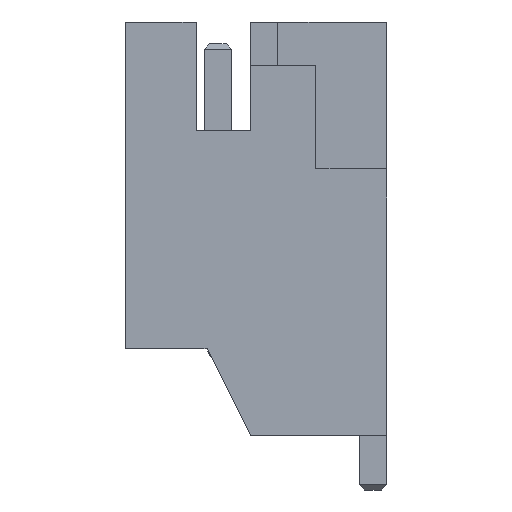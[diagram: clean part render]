
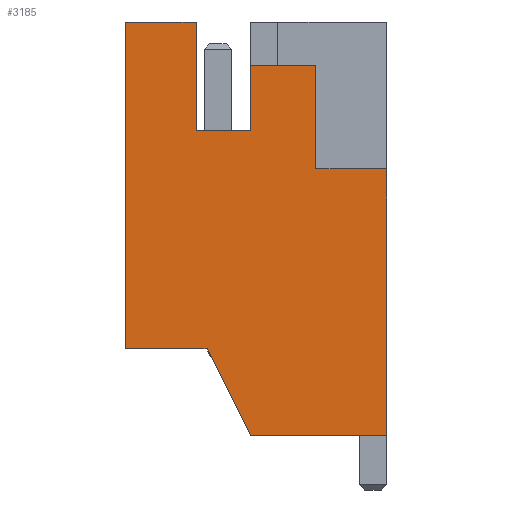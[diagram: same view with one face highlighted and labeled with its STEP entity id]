
A CAD part, left-side view. The second image highlights one B-rep face of the part: STEP entity #3185.
In plain terms, the highlighted planar face has unit normal (-1, 0, 0).
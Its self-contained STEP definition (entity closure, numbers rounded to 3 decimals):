
#185=FACE_OUTER_BOUND('',#360,.T.);
#360=EDGE_LOOP('',(#2494,#2495,#2496,#2497,#2498,#2499,#2500,#2501,#2502,
#2503,#2504,#2505));
#675=LINE('',#4857,#1092);
#680=LINE('',#4868,#1097);
#681=LINE('',#4870,#1098);
#682=LINE('',#4871,#1099);
#683=LINE('',#4873,#1100);
#684=LINE('',#4875,#1101);
#685=LINE('',#4877,#1102);
#686=LINE('',#4879,#1103);
#687=LINE('',#4881,#1104);
#688=LINE('',#4883,#1105);
#689=LINE('',#4885,#1106);
#690=LINE('',#4886,#1107);
#1092=VECTOR('',#3960,1.3);
#1097=VECTOR('',#3967,1.2);
#1098=VECTOR('',#3968,1.);
#1099=VECTOR('',#3969,2.);
#1100=VECTOR('',#3970,6.);
#1101=VECTOR('',#3971,1.5);
#1102=VECTOR('',#3972,1.789);
#1103=VECTOR('',#3973,2.5);
#1104=VECTOR('',#3974,4.9);
#1105=VECTOR('',#3975,1.3);
#1106=VECTOR('',#3976,1.9);
#1107=VECTOR('',#3977,1.2);
#1447=VERTEX_POINT('',#4853);
#1449=VERTEX_POINT('',#4856);
#1453=VERTEX_POINT('',#4866);
#1454=VERTEX_POINT('',#4867);
#1455=VERTEX_POINT('',#4869);
#1456=VERTEX_POINT('',#4872);
#1457=VERTEX_POINT('',#4874);
#1458=VERTEX_POINT('',#4876);
#1459=VERTEX_POINT('',#4878);
#1460=VERTEX_POINT('',#4880);
#1461=VERTEX_POINT('',#4882);
#1462=VERTEX_POINT('',#4884);
#1827=EDGE_CURVE('',#1447,#1449,#675,.T.);
#1832=EDGE_CURVE('',#1453,#1454,#680,.T.);
#1833=EDGE_CURVE('',#1454,#1455,#681,.T.);
#1834=EDGE_CURVE('',#1455,#1449,#682,.T.);
#1835=EDGE_CURVE('',#1456,#1447,#683,.T.);
#1836=EDGE_CURVE('',#1457,#1456,#684,.T.);
#1837=EDGE_CURVE('',#1457,#1458,#685,.T.);
#1838=EDGE_CURVE('',#1458,#1459,#686,.F.);
#1839=EDGE_CURVE('',#1459,#1460,#687,.T.);
#1840=EDGE_CURVE('',#1460,#1461,#688,.T.);
#1841=EDGE_CURVE('',#1461,#1462,#689,.T.);
#1842=EDGE_CURVE('',#1462,#1453,#690,.T.);
#2494=ORIENTED_EDGE('',*,*,#1832,.T.);
#2495=ORIENTED_EDGE('',*,*,#1833,.T.);
#2496=ORIENTED_EDGE('',*,*,#1834,.T.);
#2497=ORIENTED_EDGE('',*,*,#1827,.F.);
#2498=ORIENTED_EDGE('',*,*,#1835,.F.);
#2499=ORIENTED_EDGE('',*,*,#1836,.F.);
#2500=ORIENTED_EDGE('',*,*,#1837,.T.);
#2501=ORIENTED_EDGE('',*,*,#1838,.T.);
#2502=ORIENTED_EDGE('',*,*,#1839,.T.);
#2503=ORIENTED_EDGE('',*,*,#1840,.T.);
#2504=ORIENTED_EDGE('',*,*,#1841,.T.);
#2505=ORIENTED_EDGE('',*,*,#1842,.T.);
#3022=PLANE('',#3399);
#3185=ADVANCED_FACE('',(#185),#3022,.T.);
#3399=AXIS2_PLACEMENT_3D('',#4865,#3965,#3966);
#3960=DIRECTION('',(0.,-1.,0.));
#3965=DIRECTION('center_axis',(-1.,0.,0.));
#3966=DIRECTION('ref_axis',(0.,0.,1.));
#3967=DIRECTION('',(0.,0.,-1.));
#3968=DIRECTION('',(0.,1.,0.));
#3969=DIRECTION('',(0.,0.,1.));
#3970=DIRECTION('',(0.,0.,1.));
#3971=DIRECTION('',(0.,1.,0.));
#3972=DIRECTION('',(0.,-0.447,-0.894));
#3973=DIRECTION('',(0.,1.,0.));
#3974=DIRECTION('',(0.,0.,1.));
#3975=DIRECTION('',(0.,1.,0.));
#3976=DIRECTION('',(0.,0.,1.));
#3977=DIRECTION('',(0.,1.,0.));
#4853=CARTESIAN_POINT('',(-7.95,4.8,0.));
#4856=CARTESIAN_POINT('',(-7.95,3.5,0.));
#4857=CARTESIAN_POINT('',(-7.95,4.8,0.));
#4865=CARTESIAN_POINT('Origin',(-7.95,2.4,-3.));
#4866=CARTESIAN_POINT('',(-7.95,2.5,-0.8));
#4867=CARTESIAN_POINT('',(-7.95,2.5,-2.));
#4868=CARTESIAN_POINT('',(-7.95,2.5,-0.8));
#4869=CARTESIAN_POINT('',(-7.95,3.5,-2.));
#4870=CARTESIAN_POINT('',(-7.95,2.5,-2.));
#4871=CARTESIAN_POINT('',(-7.95,3.5,-2.));
#4872=CARTESIAN_POINT('',(-7.95,4.8,-6.));
#4873=CARTESIAN_POINT('',(-7.95,4.8,-6.));
#4874=CARTESIAN_POINT('',(-7.95,3.3,-6.));
#4875=CARTESIAN_POINT('',(-7.95,3.3,-6.));
#4876=CARTESIAN_POINT('',(-7.95,2.5,-7.6));
#4877=CARTESIAN_POINT('',(-7.95,3.3,-6.));
#4878=CARTESIAN_POINT('',(-7.95,0.,-7.6));
#4879=CARTESIAN_POINT('',(-7.95,0.,-7.6));
#4880=CARTESIAN_POINT('',(-7.95,0.,-2.7));
#4881=CARTESIAN_POINT('',(-7.95,0.,-7.6));
#4882=CARTESIAN_POINT('',(-7.95,1.3,-2.7));
#4883=CARTESIAN_POINT('',(-7.95,0.,-2.7));
#4884=CARTESIAN_POINT('',(-7.95,1.3,-0.8));
#4885=CARTESIAN_POINT('',(-7.95,1.3,-2.7));
#4886=CARTESIAN_POINT('',(-7.95,1.3,-0.8));
